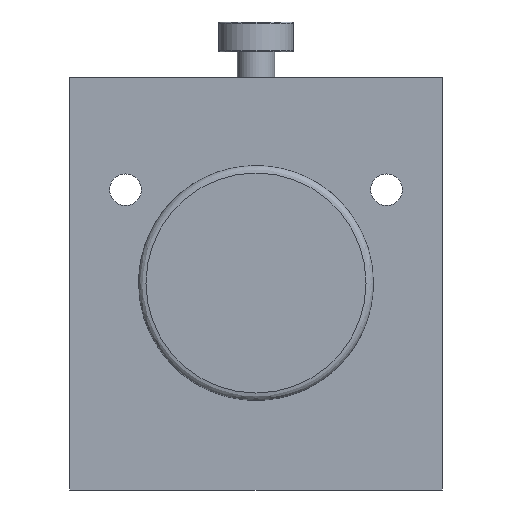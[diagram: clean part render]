
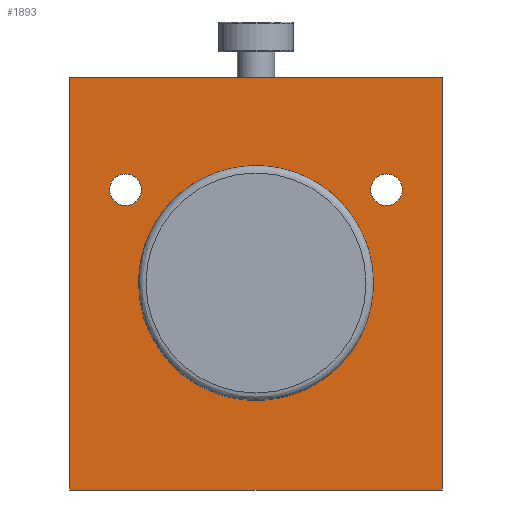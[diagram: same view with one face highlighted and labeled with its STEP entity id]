
A CAD part, front view. The second image highlights one B-rep face of the part: STEP entity #1893.
In plain terms, the highlighted planar face has unit normal (0, -1, 0).
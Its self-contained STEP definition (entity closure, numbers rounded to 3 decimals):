
#110=FACE_BOUND('',#392,.T.);
#111=FACE_BOUND('',#393,.T.);
#112=FACE_BOUND('',#394,.T.);
#162=CIRCLE('',#2048,4.25);
#163=CIRCLE('',#2049,4.25);
#164=CIRCLE('',#2050,5.9);
#252=FACE_OUTER_BOUND('',#391,.T.);
#391=EDGE_LOOP('',(#1305,#1306,#1307,#1308));
#392=EDGE_LOOP('',(#1309));
#393=EDGE_LOOP('',(#1310));
#394=EDGE_LOOP('',(#1311));
#582=LINE('',#2855,#727);
#583=LINE('',#2857,#728);
#584=LINE('',#2859,#729);
#585=LINE('',#2860,#730);
#727=VECTOR('',#2270,100.);
#728=VECTOR('',#2271,110.5);
#729=VECTOR('',#2272,100.);
#730=VECTOR('',#2273,110.5);
#872=VERTEX_POINT('',#2853);
#873=VERTEX_POINT('',#2854);
#874=VERTEX_POINT('',#2856);
#875=VERTEX_POINT('',#2858);
#876=VERTEX_POINT('',#2861);
#877=VERTEX_POINT('',#2863);
#878=VERTEX_POINT('',#2865);
#1054=EDGE_CURVE('',#872,#873,#582,.T.);
#1055=EDGE_CURVE('',#873,#874,#583,.T.);
#1056=EDGE_CURVE('',#875,#874,#584,.T.);
#1057=EDGE_CURVE('',#872,#875,#585,.T.);
#1058=EDGE_CURVE('',#876,#876,#162,.T.);
#1059=EDGE_CURVE('',#877,#877,#163,.T.);
#1060=EDGE_CURVE('',#878,#878,#164,.T.);
#1305=ORIENTED_EDGE('',*,*,#1054,.T.);
#1306=ORIENTED_EDGE('',*,*,#1055,.T.);
#1307=ORIENTED_EDGE('',*,*,#1056,.F.);
#1308=ORIENTED_EDGE('',*,*,#1057,.F.);
#1309=ORIENTED_EDGE('',*,*,#1058,.F.);
#1310=ORIENTED_EDGE('',*,*,#1059,.F.);
#1311=ORIENTED_EDGE('',*,*,#1060,.F.);
#1807=PLANE('',#2047);
#1893=ADVANCED_FACE('',(#252,#110,#111,#112),#1807,.T.);
#2047=AXIS2_PLACEMENT_3D('',#2852,#2268,#2269);
#2048=AXIS2_PLACEMENT_3D('',#2862,#2274,#2275);
#2049=AXIS2_PLACEMENT_3D('',#2864,#2276,#2277);
#2050=AXIS2_PLACEMENT_3D('',#2866,#2278,#2279);
#2268=DIRECTION('center_axis',(0.,-1.,0.));
#2269=DIRECTION('ref_axis',(1.,0.,0.));
#2270=DIRECTION('',(1.,0.,0.));
#2271=DIRECTION('',(0.,0.,1.));
#2272=DIRECTION('',(1.,0.,0.));
#2273=DIRECTION('',(0.,0.,1.));
#2274=DIRECTION('center_axis',(0.,-1.,0.));
#2275=DIRECTION('ref_axis',(1.,0.,0.));
#2276=DIRECTION('center_axis',(0.,-1.,0.));
#2277=DIRECTION('ref_axis',(1.,0.,0.));
#2278=DIRECTION('center_axis',(0.,-1.,0.));
#2279=DIRECTION('ref_axis',(1.,0.,0.));
#2852=CARTESIAN_POINT('Origin',(-42.541,23.094,0.));
#2853=CARTESIAN_POINT('',(-42.541,23.094,0.));
#2854=CARTESIAN_POINT('',(57.459,23.094,0.));
#2855=CARTESIAN_POINT('',(-42.541,23.094,0.));
#2856=CARTESIAN_POINT('',(57.459,23.094,110.5));
#2857=CARTESIAN_POINT('',(57.459,23.094,0.));
#2858=CARTESIAN_POINT('',(-42.541,23.094,110.5));
#2859=CARTESIAN_POINT('',(-42.541,23.094,110.5));
#2860=CARTESIAN_POINT('',(-42.541,23.094,0.));
#2861=CARTESIAN_POINT('',(-31.791,23.094,80.5));
#2862=CARTESIAN_POINT('Origin',(-27.541,23.094,80.5));
#2863=CARTESIAN_POINT('',(38.209,23.094,80.5));
#2864=CARTESIAN_POINT('Origin',(42.459,23.094,80.5));
#2865=CARTESIAN_POINT('',(1.559,23.094,55.5));
#2866=CARTESIAN_POINT('Origin',(7.459,23.094,55.5));
